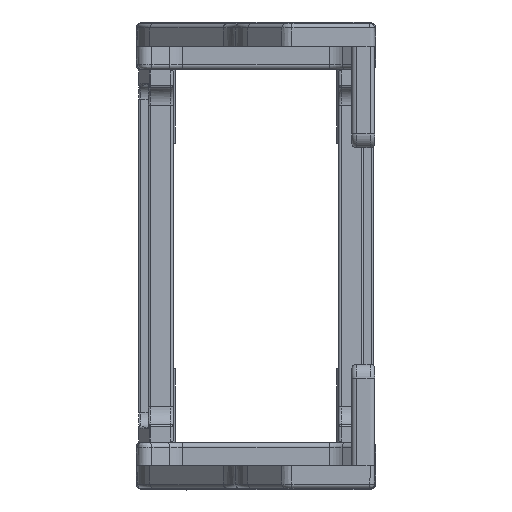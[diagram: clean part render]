
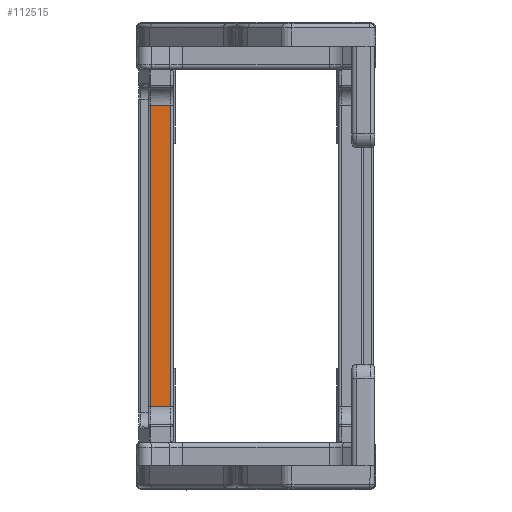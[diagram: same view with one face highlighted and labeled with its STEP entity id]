
A CAD part, left-side view. The second image highlights one B-rep face of the part: STEP entity #112515.
In plain terms, the highlighted planar face has unit normal (-1, 0, 0).
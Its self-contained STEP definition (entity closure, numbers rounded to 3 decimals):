
#665 = DIRECTION ( 'NONE',  ( 0., 1., 0. ) ) ;
#1951 = VERTEX_POINT ( 'NONE', #25103 ) ;
#4770 = VERTEX_POINT ( 'NONE', #37107 ) ;
#7242 = EDGE_CURVE ( 'NONE', #1951, #4770, #21050, .T. ) ;
#14573 = VECTOR ( 'NONE', #100006, 1000. ) ;
#14844 = VECTOR ( 'NONE', #665, 1000. ) ;
#15339 = VECTOR ( 'NONE', #44626, 1000. ) ;
#15514 = CARTESIAN_POINT ( 'NONE',  ( -98.303, 118.849, 40.984 ) ) ;
#16152 = DIRECTION ( 'NONE',  ( 0., 1., 0. ) ) ;
#21050 = LINE ( 'NONE', #117039, #15339 ) ;
#21667 = LINE ( 'NONE', #93029, #14573 ) ;
#23586 = ORIENTED_EDGE ( 'NONE', *, *, #7242, .T. ) ;
#24784 = AXIS2_PLACEMENT_3D ( 'NONE', #107669, #88150, #24858 ) ;
#24858 = DIRECTION ( 'NONE',  ( 0., 0., 1. ) ) ;
#25103 = CARTESIAN_POINT ( 'NONE',  ( -98.303, 114.361, -24.516 ) ) ;
#37107 = CARTESIAN_POINT ( 'NONE',  ( -98.303, 114.361, 40.984 ) ) ;
#39166 = LINE ( 'NONE', #111034, #14844 ) ;
#42854 = PLANE ( 'NONE',  #24784 ) ;
#43282 = VERTEX_POINT ( 'NONE', #66212 ) ;
#43321 = CARTESIAN_POINT ( 'NONE',  ( -98.303, 19.399, -24.516 ) ) ;
#44626 = DIRECTION ( 'NONE',  ( 0., 0., 1. ) ) ;
#50239 = ORIENTED_EDGE ( 'NONE', *, *, #115913, .F. ) ;
#53947 = EDGE_CURVE ( 'NONE', #4770, #75029, #39166, .T. ) ;
#66212 = CARTESIAN_POINT ( 'NONE',  ( -98.303, 118.849, -24.516 ) ) ;
#69022 = FACE_OUTER_BOUND ( 'NONE', #97357, .T. ) ;
#75029 = VERTEX_POINT ( 'NONE', #15514 ) ;
#75728 = ORIENTED_EDGE ( 'NONE', *, *, #107612, .T. ) ;
#88104 = ORIENTED_EDGE ( 'NONE', *, *, #53947, .T. ) ;
#88150 = DIRECTION ( 'NONE',  ( -1., 0., 0. ) ) ;
#93029 = CARTESIAN_POINT ( 'NONE',  ( -98.303, 118.849, -52.566 ) ) ;
#97357 = EDGE_LOOP ( 'NONE', ( #75728, #50239, #23586, #88104 ) ) ;
#98383 = VECTOR ( 'NONE', #16152, 1000. ) ;
#100006 = DIRECTION ( 'NONE',  ( 0., 0., -1. ) ) ;
#107612 = EDGE_CURVE ( 'NONE', #75029, #43282, #21667, .T. ) ;
#107669 = CARTESIAN_POINT ( 'NONE',  ( -98.303, 19.399, -52.566 ) ) ;
#111034 = CARTESIAN_POINT ( 'NONE',  ( -98.303, 19.399, 40.984 ) ) ;
#112515 = ADVANCED_FACE ( 'NONE', ( #69022 ), #42854, .T. ) ;
#115913 = EDGE_CURVE ( 'NONE', #1951, #43282, #116977, .T. ) ;
#116977 = LINE ( 'NONE', #43321, #98383 ) ;
#117039 = CARTESIAN_POINT ( 'NONE',  ( -98.303, 114.361, 41.784 ) ) ;
